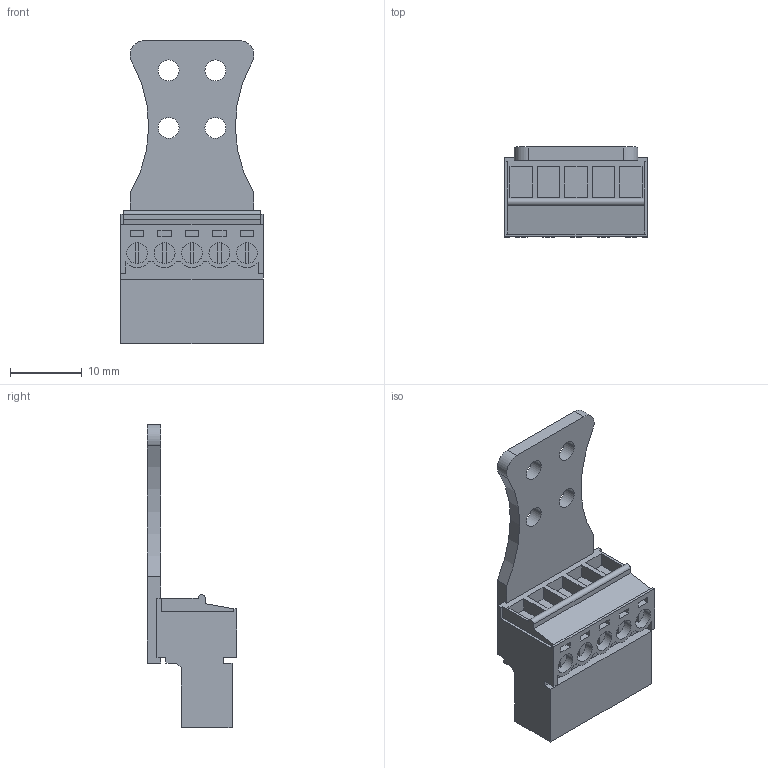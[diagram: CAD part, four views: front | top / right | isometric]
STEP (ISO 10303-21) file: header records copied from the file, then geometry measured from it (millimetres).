
FILE_DESCRIPTION(('CATIA V5 STEP Exchange','CAx-IF Rec.Pracs.--- Model Styling and Organization---1.2---2011-12-15'),'2;1');
FILE_NAME ('D1450091_0', '2018-05-11T14:36:03+00:00', ('none'), ('Weidmueller'), 'CATIA Version 5-6 Release 2014', 'CATIA V5 STEP AP214', 'none');
FILE_SCHEMA(('AUTOMOTIVE_DESIGN { 1 0 10303 214 1 1 1 1 }'));
Length unit declared in the file: millimetre
Products named in the file (1): 1237010000
Bounding box: 19.84 x 12.45 x 42.1 mm (x, y, z)
Volume: 3045.7 mm3; surface area: 4225.8 mm2
Topology: 12 solids, 12 shells, 346 faces, 899 edges, 602 vertices
Faces by surface type: plane 293, cylinder 53
Entity records: 10105 total; most frequent: CARTESIAN_POINT 1813, ORIENTED_EDGE 1798, DIRECTION 1312, EDGE_CURVE 899, VECTOR 743, LINE 743, VERTEX_POINT 602, EDGE_LOOP 379
